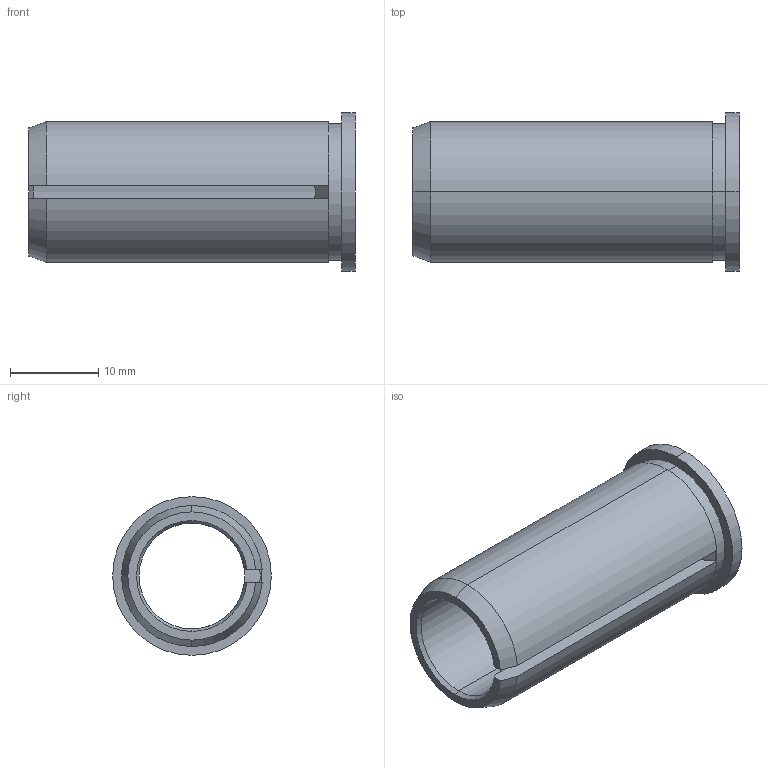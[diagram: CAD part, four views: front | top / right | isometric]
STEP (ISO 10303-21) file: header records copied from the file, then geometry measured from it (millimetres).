
FILE_DESCRIPTION (( 'STEP AP203' ), '1' );
FILE_NAME ('U12-U16.001.037_A.STEP', '2015-07-15T12:25:39', ( 'SwiAdmin' ), ( '' ), 'SwSTEP 2.0', 'SolidWorks 2012', '' );
FILE_SCHEMA (( 'CONFIG_CONTROL_DESIGN' ));
Length unit declared in the file: millimetre
Products named in the file (1): U12-U16.001.037_A
Bounding box: 37 x 18 x 18 mm (x, y, z)
Volume: 3176.3 mm3; surface area: 3554.5 mm2
Topology: 1 solids, 1 shells, 24 faces, 57 edges, 36 vertices
Faces by surface type: cylinder 10, cone 8, plane 6
Entity records: 788 total; most frequent: CARTESIAN_POINT 133, DIRECTION 131, ORIENTED_EDGE 114, EDGE_CURVE 57, AXIS2_PLACEMENT_3D 54, VERTEX_POINT 36, CIRCLE 29, EDGE_LOOP 27
